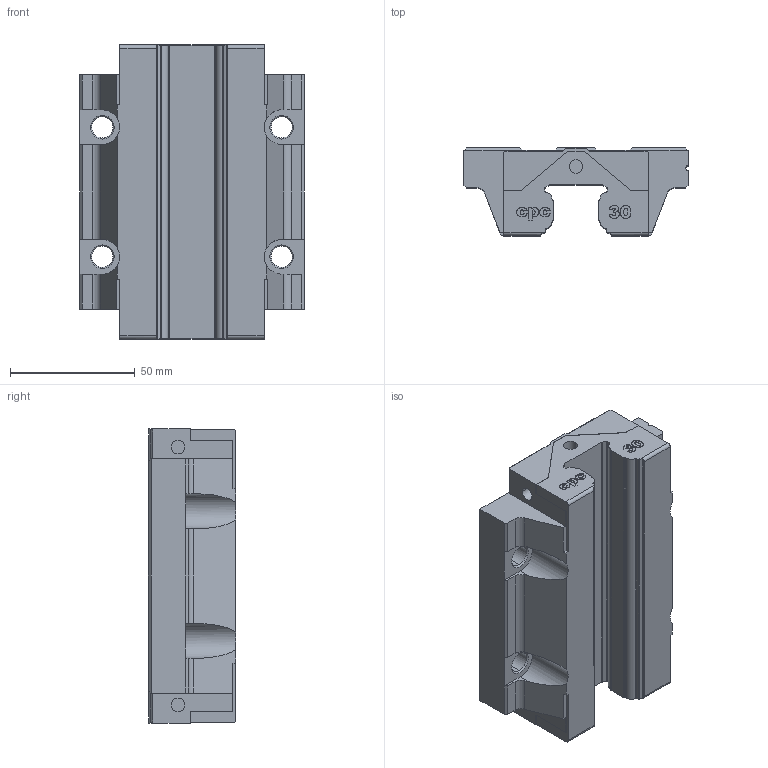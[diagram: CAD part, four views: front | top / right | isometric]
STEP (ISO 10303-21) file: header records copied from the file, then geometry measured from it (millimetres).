
FILE_DESCRIPTION (( 'STEP AP214' ), '1' );
FILE_NAME ('HRC30FL-block.STEP', '2013-03-11T10:34:31', ( 'CPC' ), ( '' ), 'SwSTEP 2.0', 'SolidWorks 2010', '' );
FILE_SCHEMA (( 'AUTOMOTIVE_DESIGN' ));
Length unit declared in the file: millimetre
Products named in the file (1): HRC30FL-block
Bounding box: 90 x 35.2 x 118 mm (x, y, z)
Volume: 243086.5 mm3; surface area: 39071.3 mm2
Topology: 1 solids, 1 shells, 362 faces, 980 edges, 644 vertices
Faces by surface type: plane 165, bspline 108, cylinder 73, cone 16
Entity records: 20672 total; most frequent: CARTESIAN_POINT 11399, ORIENTED_EDGE 1960, DIRECTION 1396, EDGE_CURVE 980, VERTEX_POINT 644, VECTOR 586, LINE 586, AXIS2_PLACEMENT_3D 405
